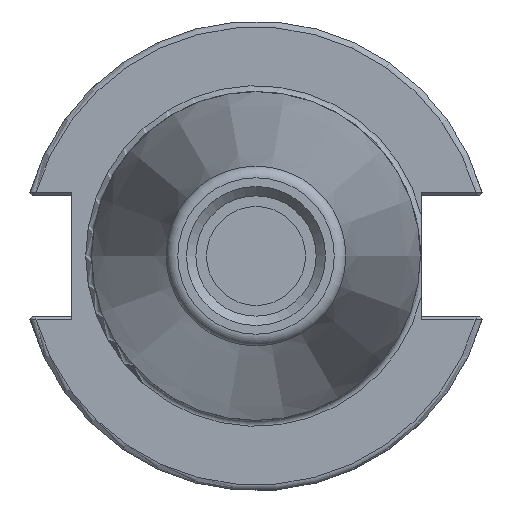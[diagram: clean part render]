
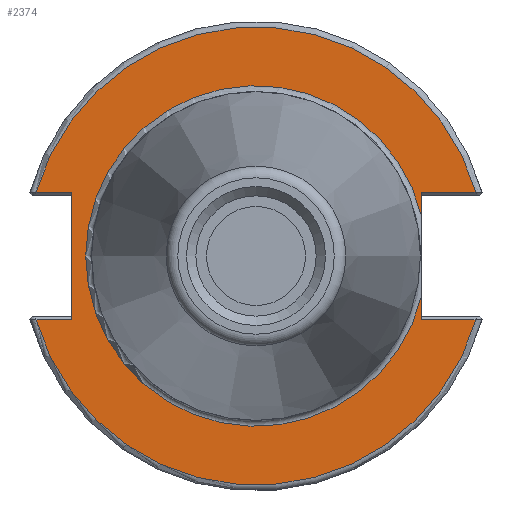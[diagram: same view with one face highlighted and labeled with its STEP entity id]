
A CAD part, left-side view. The second image highlights one B-rep face of the part: STEP entity #2374.
In plain terms, the highlighted planar face has unit normal (-1, 0, 0).
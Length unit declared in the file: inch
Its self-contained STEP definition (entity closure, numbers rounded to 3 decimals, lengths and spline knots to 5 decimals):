
#239=LINE('',#4430,#404);
#254=LINE('',#4512,#419);
#256=LINE('',#4516,#421);
#264=LINE('',#4531,#429);
#268=LINE('',#4563,#433);
#269=LINE('',#4566,#434);
#270=LINE('',#4569,#435);
#404=VECTOR('',#2853,0.67625);
#419=VECTOR('',#2876,0.19091);
#421=VECTOR('',#2880,0.12159);
#429=VECTOR('',#2888,0.12159);
#433=VECTOR('',#2926,0.29091);
#434=VECTOR('',#2929,0.19091);
#435=VECTOR('',#2932,0.29091);
#656=PLANE('',#2545);
#812=FACE_OUTER_BOUND('',#981,.T.);
#981=EDGE_LOOP('',(#1963,#1964,#1965,#1966,#1967,#1968,#1969,#1970,#1971,
#1972));
#1079=CIRCLE('',#2522,0.90625);
#1090=CIRCLE('',#2546,1.21875);
#1091=CIRCLE('',#2547,1.21875);
#1192=VERTEX_POINT('',#4413);
#1193=VERTEX_POINT('',#4414);
#1194=VERTEX_POINT('',#4428);
#1195=VERTEX_POINT('',#4429);
#1214=VERTEX_POINT('',#4511);
#1215=VERTEX_POINT('',#4515);
#1222=VERTEX_POINT('',#4529);
#1233=VERTEX_POINT('',#4562);
#1234=VERTEX_POINT('',#4565);
#1235=VERTEX_POINT('',#4567);
#1451=EDGE_CURVE('',#1193,#1192,#1079,.T.);
#1452=EDGE_CURVE('',#1194,#1195,#239,.T.);
#1474=EDGE_CURVE('',#1195,#1214,#254,.T.);
#1476=EDGE_CURVE('',#1215,#1192,#256,.T.);
#1484=EDGE_CURVE('',#1193,#1222,#264,.T.);
#1497=EDGE_CURVE('',#1222,#1233,#268,.T.);
#1498=EDGE_CURVE('',#1214,#1233,#1090,.T.);
#1499=EDGE_CURVE('',#1234,#1194,#269,.T.);
#1500=EDGE_CURVE('',#1235,#1234,#1091,.T.);
#1501=EDGE_CURVE('',#1235,#1215,#270,.T.);
#1963=ORIENTED_EDGE('',*,*,#1497,.T.);
#1964=ORIENTED_EDGE('',*,*,#1498,.F.);
#1965=ORIENTED_EDGE('',*,*,#1474,.F.);
#1966=ORIENTED_EDGE('',*,*,#1452,.F.);
#1967=ORIENTED_EDGE('',*,*,#1499,.F.);
#1968=ORIENTED_EDGE('',*,*,#1500,.F.);
#1969=ORIENTED_EDGE('',*,*,#1501,.T.);
#1970=ORIENTED_EDGE('',*,*,#1476,.T.);
#1971=ORIENTED_EDGE('',*,*,#1451,.F.);
#1972=ORIENTED_EDGE('',*,*,#1484,.T.);
#2374=ADVANCED_FACE('',(#812),#656,.T.);
#2522=AXIS2_PLACEMENT_3D('',#4426,#2849,#2850);
#2545=AXIS2_PLACEMENT_3D('',#4561,#2924,#2925);
#2546=AXIS2_PLACEMENT_3D('',#4564,#2927,#2928);
#2547=AXIS2_PLACEMENT_3D('',#4568,#2930,#2931);
#2849=DIRECTION('center_axis',(-1.,0.,0.));
#2850=DIRECTION('ref_axis',(0.,1.,0.));
#2853=DIRECTION('',(0.,0.,1.));
#2876=DIRECTION('',(0.,1.,0.));
#2880=DIRECTION('',(0.,0.,1.));
#2888=DIRECTION('',(0.,0.,1.));
#2924=DIRECTION('center_axis',(-1.,0.,0.));
#2925=DIRECTION('ref_axis',(0.,0.,1.));
#2926=DIRECTION('',(0.,-1.,0.));
#2927=DIRECTION('center_axis',(1.,0.,0.));
#2928=DIRECTION('ref_axis',(0.,0.,1.));
#2929=DIRECTION('',(0.,-1.,0.));
#2930=DIRECTION('center_axis',(1.,0.,0.));
#2931=DIRECTION('ref_axis',(0.,0.,-1.));
#2932=DIRECTION('',(0.,1.,0.));
#4413=CARTESIAN_POINT('',(2.815,-0.88,-0.21654));
#4414=CARTESIAN_POINT('',(2.815,-0.88,0.21654));
#4426=CARTESIAN_POINT('Origin',(2.815,0.,0.));
#4428=CARTESIAN_POINT('',(2.815,0.98,-0.33813));
#4429=CARTESIAN_POINT('',(2.815,0.98,0.33813));
#4430=CARTESIAN_POINT('',(2.815,0.98,-0.33813));
#4511=CARTESIAN_POINT('',(2.815,1.17091,0.33813));
#4512=CARTESIAN_POINT('',(2.815,0.0275,0.33813));
#4515=CARTESIAN_POINT('',(2.815,-0.88,-0.33813));
#4516=CARTESIAN_POINT('',(2.815,-0.88,0.));
#4529=CARTESIAN_POINT('',(2.815,-0.88,0.33813));
#4531=CARTESIAN_POINT('',(2.815,-0.88,0.));
#4561=CARTESIAN_POINT('Origin',(2.815,-0.875,0.));
#4562=CARTESIAN_POINT('',(2.815,-1.17091,0.33813));
#4563=CARTESIAN_POINT('',(2.815,-0.9025,0.33813));
#4564=CARTESIAN_POINT('Origin',(2.815,0.,0.));
#4565=CARTESIAN_POINT('',(2.815,1.17091,-0.33813));
#4566=CARTESIAN_POINT('',(2.815,0.2775,-0.33813));
#4567=CARTESIAN_POINT('',(2.815,-1.17091,-0.33813));
#4568=CARTESIAN_POINT('Origin',(2.815,0.,0.));
#4569=CARTESIAN_POINT('',(2.815,-0.9025,-0.33813));
